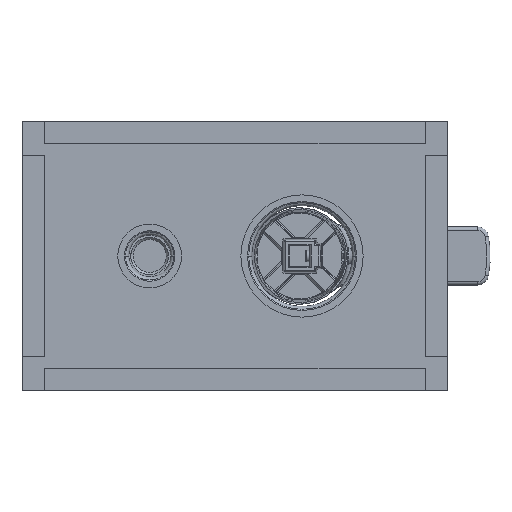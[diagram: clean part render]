
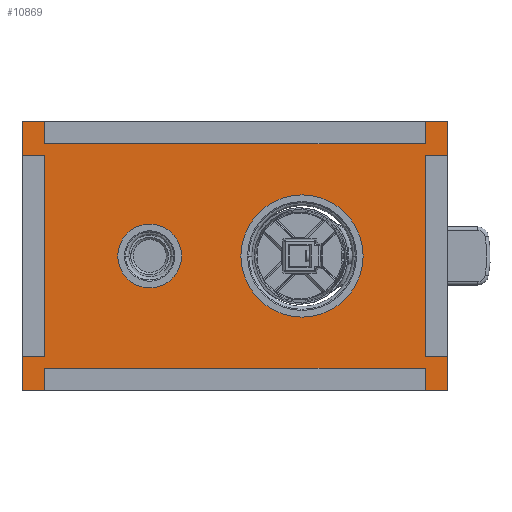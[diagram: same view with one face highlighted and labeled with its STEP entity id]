
A CAD part, left-side view. The second image highlights one B-rep face of the part: STEP entity #10869.
In plain terms, the highlighted face is planar.
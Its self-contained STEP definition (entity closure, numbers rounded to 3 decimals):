
#10274=DIRECTION('',(0.,0.,1.));
#10275=VECTOR('',#10274,190.);
#10276=CARTESIAN_POINT('',(-60.,0.,-95.));
#10277=LINE('',#10276,#10275);
#10281=DIRECTION('',(1.,0.,0.));
#10282=VECTOR('',#10281,120.);
#10283=CARTESIAN_POINT('',(-60.,0.,95.));
#10284=LINE('',#10283,#10282);
#10288=DIRECTION('',(0.,0.,-1.));
#10289=VECTOR('',#10288,190.);
#10290=CARTESIAN_POINT('',(60.,0.,95.));
#10291=LINE('',#10290,#10289);
#10295=DIRECTION('',(-1.,0.,0.));
#10296=VECTOR('',#10295,120.);
#10297=CARTESIAN_POINT('',(60.,0.,-95.));
#10298=LINE('',#10297,#10296);
#10302=CARTESIAN_POINT('',(0.,0.,-30.));
#10303=DIRECTION('',(0.,-1.,0.));
#10304=DIRECTION('',(0.,0.,-1.));
#10305=AXIS2_PLACEMENT_3D('',#10302,#10303,#10304);
#10310=CARTESIAN_POINT('',(0.,0.,-30.));
#10311=DIRECTION('',(0.,-1.,0.));
#10312=DIRECTION('',(0.,0.,1.));
#10313=AXIS2_PLACEMENT_3D('',#10310,#10311,#10312);
#10334=CARTESIAN_POINT('',(0.,0.,38.));
#10335=DIRECTION('',(0.,-1.,0.));
#10336=DIRECTION('',(0.,0.,-1.));
#10337=AXIS2_PLACEMENT_3D('',#10334,#10335,#10336);
#10342=CARTESIAN_POINT('',(0.,0.,38.));
#10343=DIRECTION('',(0.,-1.,0.));
#10344=DIRECTION('',(0.,0.,1.));
#10345=AXIS2_PLACEMENT_3D('',#10342,#10343,#10344);
#10762=CARTESIAN_POINT('',(-60.,0.,-95.));
#10763=CARTESIAN_POINT('',(-60.,0.,95.));
#10764=VERTEX_POINT('',#10762);
#10765=VERTEX_POINT('',#10763);
#10766=CARTESIAN_POINT('',(60.,0.,95.));
#10767=VERTEX_POINT('',#10766);
#10768=CARTESIAN_POINT('',(60.,0.,-95.));
#10769=VERTEX_POINT('',#10768);
#10798=CARTESIAN_POINT('',(0.,0.,-57.3));
#10799=CARTESIAN_POINT('',(0.,0.,-2.7));
#10800=VERTEX_POINT('',#10798);
#10801=VERTEX_POINT('',#10799);
#10810=CARTESIAN_POINT('',(0.,0.,23.75));
#10811=CARTESIAN_POINT('',(0.,0.,52.25));
#10812=VERTEX_POINT('',#10810);
#10813=VERTEX_POINT('',#10811);
#10842=CARTESIAN_POINT('',(0.,0.,0.));
#10843=DIRECTION('',(0.,1.,0.));
#10844=DIRECTION('',(1.,0.,0.));
#10845=AXIS2_PLACEMENT_3D('',#10842,#10843,#10844);
#10846=PLANE('',#10845);
#10848=ORIENTED_EDGE('',*,*,#10847,.T.);
#10850=ORIENTED_EDGE('',*,*,#10849,.T.);
#10852=ORIENTED_EDGE('',*,*,#10851,.T.);
#10854=ORIENTED_EDGE('',*,*,#10853,.T.);
#10855=EDGE_LOOP('',(#10848,#10850,#10852,#10854));
#10856=FACE_OUTER_BOUND('',#10855,.F.);
#10858=ORIENTED_EDGE('',*,*,#10857,.T.);
#10860=ORIENTED_EDGE('',*,*,#10859,.T.);
#10861=EDGE_LOOP('',(#10858,#10860));
#10862=FACE_BOUND('',#10861,.F.);
#10864=ORIENTED_EDGE('',*,*,#10863,.T.);
#10866=ORIENTED_EDGE('',*,*,#10865,.T.);
#10867=EDGE_LOOP('',(#10864,#10866));
#10868=FACE_BOUND('',#10867,.F.);
#10869=ADVANCED_FACE('',(#10856,#10862,#10868),#10846,.F.);
#10306=CIRCLE('',#10305,27.3);
#10314=CIRCLE('',#10313,27.3);
#10338=CIRCLE('',#10337,14.25);
#10346=CIRCLE('',#10345,14.25);
#10847=EDGE_CURVE('',#10764,#10765,#10277,.T.);
#10849=EDGE_CURVE('',#10765,#10767,#10284,.T.);
#10851=EDGE_CURVE('',#10767,#10769,#10291,.T.);
#10853=EDGE_CURVE('',#10769,#10764,#10298,.T.);
#10857=EDGE_CURVE('',#10800,#10801,#10306,.T.);
#10859=EDGE_CURVE('',#10801,#10800,#10314,.T.);
#10863=EDGE_CURVE('',#10812,#10813,#10338,.T.);
#10865=EDGE_CURVE('',#10813,#10812,#10346,.T.);
